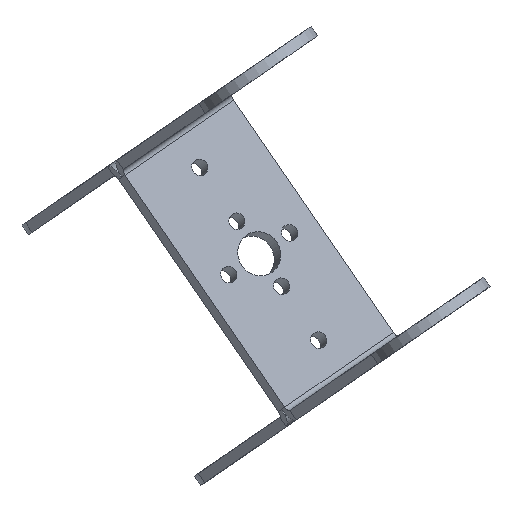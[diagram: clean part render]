
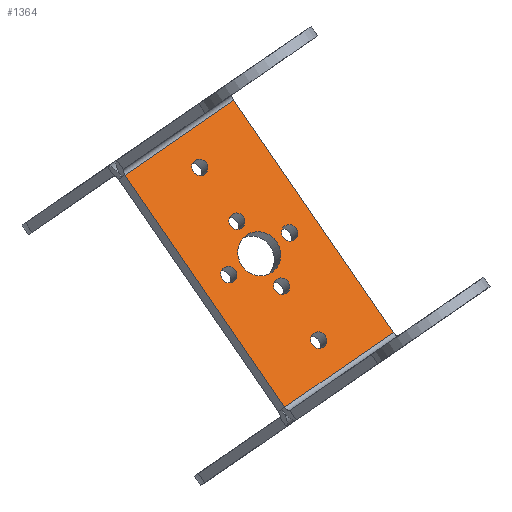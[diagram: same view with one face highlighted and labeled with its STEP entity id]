
A CAD part, front view. The second image highlights one B-rep face of the part: STEP entity #1364.
In plain terms, the highlighted planar face has unit normal (0.29, -0.936, 0.199).
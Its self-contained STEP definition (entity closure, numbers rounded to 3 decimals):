
#54=LINE('',#2236,#112);
#56=LINE('',#2241,#114);
#58=LINE('',#2244,#116);
#59=LINE('',#2245,#117);
#112=VECTOR('',#1877,1000.);
#114=VECTOR('',#1881,1000.);
#116=VECTOR('',#1885,1000.);
#117=VECTOR('',#1886,1000.);
#148=PLANE('',#1525);
#242=FACE_BOUND('',#482,.T.);
#243=FACE_BOUND('',#483,.T.);
#244=FACE_BOUND('',#484,.T.);
#245=FACE_BOUND('',#485,.T.);
#246=FACE_BOUND('',#486,.T.);
#247=FACE_BOUND('',#487,.T.);
#248=FACE_BOUND('',#488,.T.);
#322=FACE_OUTER_BOUND('',#481,.T.);
#481=EDGE_LOOP('',(#1097,#1098,#1099,#1100));
#482=EDGE_LOOP('',(#1101));
#483=EDGE_LOOP('',(#1102));
#484=EDGE_LOOP('',(#1103));
#485=EDGE_LOOP('',(#1104));
#486=EDGE_LOOP('',(#1105));
#487=EDGE_LOOP('',(#1106));
#488=EDGE_LOOP('',(#1107));
#565=CIRCLE('',#1463,1.5);
#566=CIRCLE('',#1465,1.5);
#567=CIRCLE('',#1467,1.5);
#568=CIRCLE('',#1469,1.5);
#569=CIRCLE('',#1471,1.5);
#570=CIRCLE('',#1473,1.5);
#571=CIRCLE('',#1475,4.);
#671=VERTEX_POINT('',#2120);
#672=VERTEX_POINT('',#2123);
#673=VERTEX_POINT('',#2126);
#674=VERTEX_POINT('',#2129);
#675=VERTEX_POINT('',#2132);
#676=VERTEX_POINT('',#2135);
#677=VERTEX_POINT('',#2138);
#714=VERTEX_POINT('',#2232);
#715=VERTEX_POINT('',#2234);
#716=VERTEX_POINT('',#2238);
#717=VERTEX_POINT('',#2240);
#803=EDGE_CURVE('',#671,#671,#565,.T.);
#804=EDGE_CURVE('',#672,#672,#566,.T.);
#805=EDGE_CURVE('',#673,#673,#567,.T.);
#806=EDGE_CURVE('',#674,#674,#568,.T.);
#807=EDGE_CURVE('',#675,#675,#569,.T.);
#808=EDGE_CURVE('',#676,#676,#570,.T.);
#809=EDGE_CURVE('',#677,#677,#571,.T.);
#850=EDGE_CURVE('',#715,#714,#54,.T.);
#852=EDGE_CURVE('',#716,#717,#56,.T.);
#854=EDGE_CURVE('',#714,#716,#58,.T.);
#855=EDGE_CURVE('',#717,#715,#59,.T.);
#1097=ORIENTED_EDGE('',*,*,#852,.F.);
#1098=ORIENTED_EDGE('',*,*,#854,.F.);
#1099=ORIENTED_EDGE('',*,*,#850,.F.);
#1100=ORIENTED_EDGE('',*,*,#855,.F.);
#1101=ORIENTED_EDGE('',*,*,#803,.F.);
#1102=ORIENTED_EDGE('',*,*,#804,.F.);
#1103=ORIENTED_EDGE('',*,*,#805,.F.);
#1104=ORIENTED_EDGE('',*,*,#806,.F.);
#1105=ORIENTED_EDGE('',*,*,#807,.F.);
#1106=ORIENTED_EDGE('',*,*,#808,.F.);
#1107=ORIENTED_EDGE('',*,*,#809,.F.);
#1364=ADVANCED_FACE('',(#322,#242,#243,#244,#245,#246,#247,#248),#148,.T.);
#1463=AXIS2_PLACEMENT_3D('',#2121,#1745,#1746);
#1465=AXIS2_PLACEMENT_3D('',#2124,#1749,#1750);
#1467=AXIS2_PLACEMENT_3D('',#2127,#1753,#1754);
#1469=AXIS2_PLACEMENT_3D('',#2130,#1757,#1758);
#1471=AXIS2_PLACEMENT_3D('',#2133,#1761,#1762);
#1473=AXIS2_PLACEMENT_3D('',#2136,#1765,#1766);
#1475=AXIS2_PLACEMENT_3D('',#2139,#1769,#1770);
#1525=AXIS2_PLACEMENT_3D('',#2243,#1883,#1884);
#1745=DIRECTION('center_axis',(0.29,-0.936,0.199));
#1746=DIRECTION('ref_axis',(0.567,0.,-0.824));
#1749=DIRECTION('center_axis',(0.29,-0.936,0.199));
#1750=DIRECTION('ref_axis',(0.567,0.,-0.824));
#1753=DIRECTION('center_axis',(0.29,-0.936,0.199));
#1754=DIRECTION('ref_axis',(0.567,0.,-0.824));
#1757=DIRECTION('center_axis',(0.29,-0.936,0.199));
#1758=DIRECTION('ref_axis',(0.567,0.,-0.824));
#1761=DIRECTION('center_axis',(0.29,-0.936,0.199));
#1762=DIRECTION('ref_axis',(0.567,0.,-0.824));
#1765=DIRECTION('center_axis',(0.29,-0.936,0.199));
#1766=DIRECTION('ref_axis',(0.567,0.,-0.824));
#1769=DIRECTION('center_axis',(0.29,-0.936,0.199));
#1770=DIRECTION('ref_axis',(0.567,0.,-0.824));
#1877=DIRECTION('',(-0.567,0.,0.824));
#1881=DIRECTION('',(0.567,0.,-0.824));
#1883=DIRECTION('center_axis',(0.29,-0.936,0.199));
#1884=DIRECTION('ref_axis',(0.567,0.,-0.824));
#1885=DIRECTION('',(0.771,0.352,0.531));
#1886=DIRECTION('',(-0.771,-0.352,-0.531));
#2120=CARTESIAN_POINT('',(-28.384,95.705,41.087));
#2121=CARTESIAN_POINT('Origin',(-29.234,95.705,42.323));
#2123=CARTESIAN_POINT('',(-39.182,90.783,33.659));
#2124=CARTESIAN_POINT('Origin',(-40.032,90.783,34.895));
#2126=CARTESIAN_POINT('',(-37.75,93.244,43.14));
#2127=CARTESIAN_POINT('Origin',(-38.6,93.244,44.376));
#2129=CARTESIAN_POINT('',(-29.816,93.244,31.606));
#2130=CARTESIAN_POINT('Origin',(-30.666,93.244,32.841));
#2132=CARTESIAN_POINT('',(-23.241,93.244,22.049));
#2133=CARTESIAN_POINT('Origin',(-24.091,93.244,23.284));
#2135=CARTESIAN_POINT('',(-44.325,93.244,52.697));
#2136=CARTESIAN_POINT('Origin',(-45.175,93.244,53.933));
#2138=CARTESIAN_POINT('',(-32.366,93.244,35.313));
#2139=CARTESIAN_POINT('Origin',(-34.633,93.244,38.609));
#2232=CARTESIAN_POINT('',(-58.443,88.849,52.574));
#2234=CARTESIAN_POINT('',(-30.105,88.849,11.379));
#2236=CARTESIAN_POINT('',(-59.01,88.849,53.398));
#2238=CARTESIAN_POINT('',(-39.161,97.639,65.838));
#2240=CARTESIAN_POINT('',(-10.823,97.639,24.644));
#2241=CARTESIAN_POINT('',(-10.256,97.639,23.82));
#2243=CARTESIAN_POINT('Origin',(-18.764,93.244,15.54));
#2244=CARTESIAN_POINT('',(-58.443,88.849,52.574));
#2245=CARTESIAN_POINT('',(-10.823,97.639,24.644));
